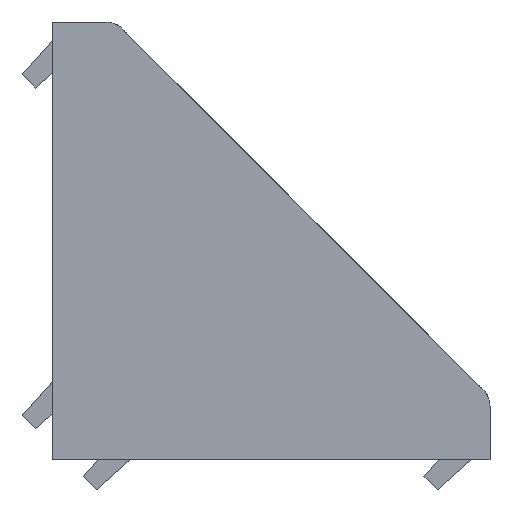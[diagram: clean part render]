
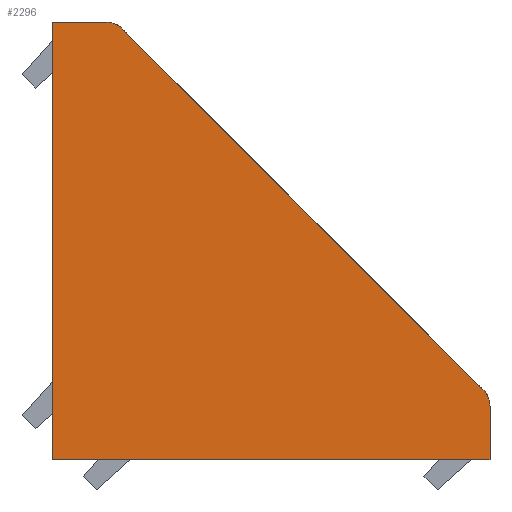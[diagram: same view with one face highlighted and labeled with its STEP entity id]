
A CAD part, front view. The second image highlights one B-rep face of the part: STEP entity #2296.
In plain terms, the highlighted planar face has unit normal (0, -1, 0).
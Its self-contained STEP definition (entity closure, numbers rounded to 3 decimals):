
#42=CIRCLE('',#2488,2.);
#46=CIRCLE('',#2497,2.);
#197=FACE_OUTER_BOUND('',#325,.T.);
#325=EDGE_LOOP('',(#1832,#1833,#1834,#1835,#1836,#1837,#1838));
#473=LINE('',#3426,#736);
#533=LINE('',#3669,#796);
#547=LINE('',#3701,#810);
#551=LINE('',#3708,#814);
#552=LINE('',#3709,#815);
#736=VECTOR('',#2764,10.);
#796=VECTOR('',#2938,10.);
#810=VECTOR('',#2968,10.);
#814=VECTOR('',#2974,10.);
#815=VECTOR('',#2975,10.);
#994=VERTEX_POINT('',#3423);
#995=VERTEX_POINT('',#3425);
#1062=VERTEX_POINT('',#3647);
#1063=VERTEX_POINT('',#3648);
#1071=VERTEX_POINT('',#3667);
#1080=VERTEX_POINT('',#3695);
#1081=VERTEX_POINT('',#3696);
#1245=EDGE_CURVE('',#995,#994,#473,.T.);
#1333=EDGE_CURVE('',#1062,#1063,#42,.T.);
#1344=EDGE_CURVE('',#1062,#1071,#533,.T.);
#1358=EDGE_CURVE('',#1080,#1081,#46,.T.);
#1361=EDGE_CURVE('',#994,#1081,#547,.T.);
#1365=EDGE_CURVE('',#1071,#995,#551,.T.);
#1366=EDGE_CURVE('',#1080,#1063,#552,.T.);
#1832=ORIENTED_EDGE('',*,*,#1333,.F.);
#1833=ORIENTED_EDGE('',*,*,#1344,.T.);
#1834=ORIENTED_EDGE('',*,*,#1365,.T.);
#1835=ORIENTED_EDGE('',*,*,#1245,.T.);
#1836=ORIENTED_EDGE('',*,*,#1361,.T.);
#1837=ORIENTED_EDGE('',*,*,#1358,.F.);
#1838=ORIENTED_EDGE('',*,*,#1366,.T.);
#2183=PLANE('',#2499);
#2296=ADVANCED_FACE('',(#197),#2183,.T.);
#2488=AXIS2_PLACEMENT_3D('',#3649,#2923,#2924);
#2497=AXIS2_PLACEMENT_3D('',#3697,#2962,#2963);
#2499=AXIS2_PLACEMENT_3D('',#3707,#2972,#2973);
#2764=DIRECTION('',(1.,0.,0.));
#2923=DIRECTION('center_axis',(0.,1.,0.));
#2924=DIRECTION('ref_axis',(0.383,0.,0.924));
#2938=DIRECTION('',(-1.,0.,0.));
#2962=DIRECTION('center_axis',(0.,1.,0.));
#2963=DIRECTION('ref_axis',(0.924,0.,0.383));
#2968=DIRECTION('',(0.,0.,1.));
#2972=DIRECTION('center_axis',(0.,-1.,0.));
#2973=DIRECTION('ref_axis',(0.,0.,-1.));
#2974=DIRECTION('',(0.,0.,-1.));
#2975=DIRECTION('',(-0.707,0.,0.707));
#3423=CARTESIAN_POINT('',(36.,-19.,0.));
#3425=CARTESIAN_POINT('',(0.,-19.,0.));
#3426=CARTESIAN_POINT('',(0.,-19.,0.));
#3647=CARTESIAN_POINT('',(4.372,-19.,36.));
#3648=CARTESIAN_POINT('',(5.786,-19.,35.414));
#3649=CARTESIAN_POINT('Origin',(4.372,-19.,34.));
#3667=CARTESIAN_POINT('',(0.,-19.,36.));
#3669=CARTESIAN_POINT('',(5.2,-19.,36.));
#3695=CARTESIAN_POINT('',(35.414,-19.,5.786));
#3696=CARTESIAN_POINT('',(36.,-19.,4.372));
#3697=CARTESIAN_POINT('Origin',(34.,-19.,4.372));
#3701=CARTESIAN_POINT('',(36.,-19.,0.));
#3707=CARTESIAN_POINT('Origin',(13.862,-19.,13.862));
#3708=CARTESIAN_POINT('',(0.,-19.,36.));
#3709=CARTESIAN_POINT('',(36.,-19.,5.2));
